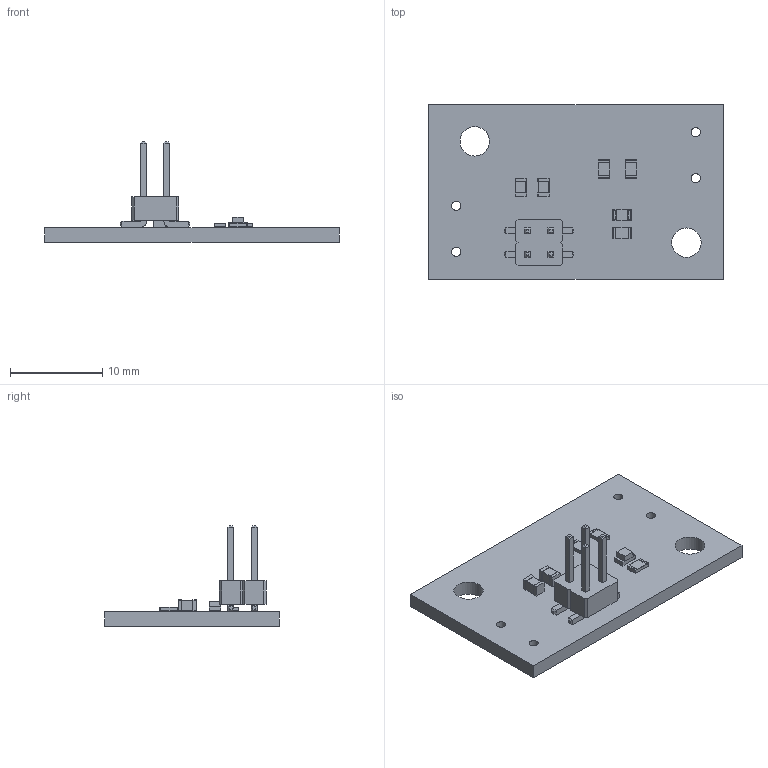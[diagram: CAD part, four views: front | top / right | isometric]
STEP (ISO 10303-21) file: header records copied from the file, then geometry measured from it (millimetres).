
FILE_DESCRIPTION(('KiCad electronic assembly'),'2;1');
FILE_NAME('VEML7700-TR.step','2025-04-18T20:50:09',('Pcbnew'),('Kicad'), 'Open CASCADE STEP processor 7.8','KiCad to STEP converter','Unknown' );
FILE_SCHEMA(('AUTOMOTIVE_DESIGN { 1 0 10303 214 1 1 1 1 }'));
Length unit declared in the file: millimetre
Products named in the file (10): VEML7700-TR 1; C_0805_2012Metric; PinHeader_2x02_P2.54mm_Vertical_SMD; PinHeader_2x02_P254mm_Vertical_SMD; R_0805_2012Metric; LED_0805_2012Metric; VEML7700-TR_PCB
Assembly tree (12 placements, depth 3):
  VEML7700-TR 1
    C_0805_2012Metric  x2
      C_0805_2012Metric
    PinHeader_2x02_P2.54mm_Vertical_SMD
      PinHeader_2x02_P254mm_Vertical_SMD
    R_0805_2012Metric  x3
      R_0805_2012Metric
    LED_0805_2012Metric
      LED_0805_2012Metric
    VEML7700-TR_PCB
Bounding box: 32 x 19 x 10.95 mm (x, y, z)
Volume: 1032 mm3; surface area: 1643.4 mm2
Topology: 8 solids, 8 shells, 296 faces, 749 edges, 482 vertices
Faces by surface type: plane 230, cylinder 66
Full cylindrical faces by diameter (mm): 1 x4, 3.2 x2
Entity records: 7989 total; most frequent: CARTESIAN_POINT 1116, ORIENTED_EDGE 1082, DIRECTION 1075, EDGE_CURVE 541, LINE 465, VECTOR 465, VERTEX_POINT 346, AXIS2_PLACEMENT_3D 305
